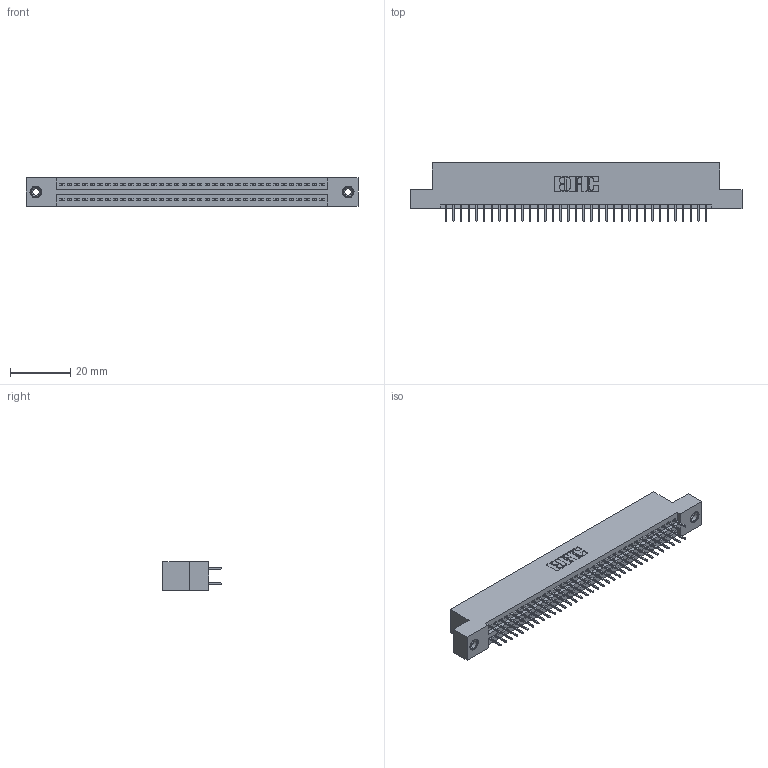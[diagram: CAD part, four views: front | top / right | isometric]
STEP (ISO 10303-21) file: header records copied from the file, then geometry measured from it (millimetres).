
FILE_DESCRIPTION (( 'STEP AP203' ), '1' );
FILE_NAME ('345-070-524-208.STEP', '2018-10-01T06:07:21', ( '' ), ( '' ), 'SwSTEP 2.0', 'SolidWorks 2016', '' );
FILE_SCHEMA (( 'CONFIG_CONTROL_DESIGN' ));
Length unit declared in the file: inch
Products named in the file (4): 345-292-001_345-293-124; 345 Part_Flush Mounting Lugs - 0.156 Dia-TI; 345-250-001_345-250-003-102; 345-070-524-208
Assembly tree (73 placements, depth 2):
  345-070-524-208
    345 Part_Flush Mounting Lugs - 0.156 Dia-TI
    345-292-001_345-293-124  x70
    345-250-001_345-250-003-102  x2
Bounding box: 110.11 x 19.35 x 9.4 mm (x, y, z)
Volume: 10518.7 mm3; surface area: 15146.6 mm2
Topology: 73 solids, 73 shells, 3966 faces, 11187 edges, 7170 vertices
Faces by surface type: plane 2842, cylinder 1108, cone 12, torus 4
Entity records: 29664 total; most frequent: CARTESIAN_POINT 4959, ORIENTED_EDGE 4886, DIRECTION 4409, EDGE_CURVE 2443, VECTOR 2155, LINE 2155, VERTEX_POINT 1620, AXIS2_PLACEMENT_3D 1127
